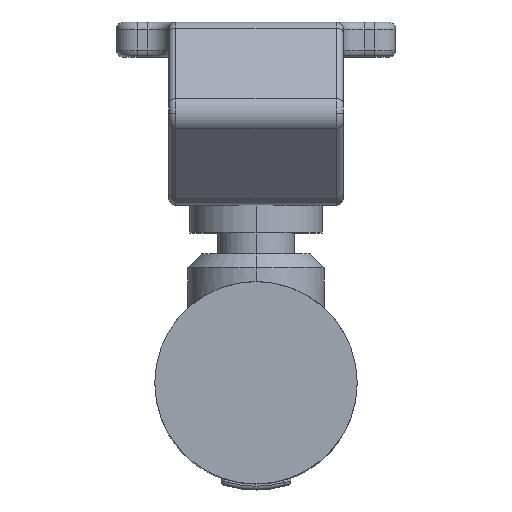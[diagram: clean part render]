
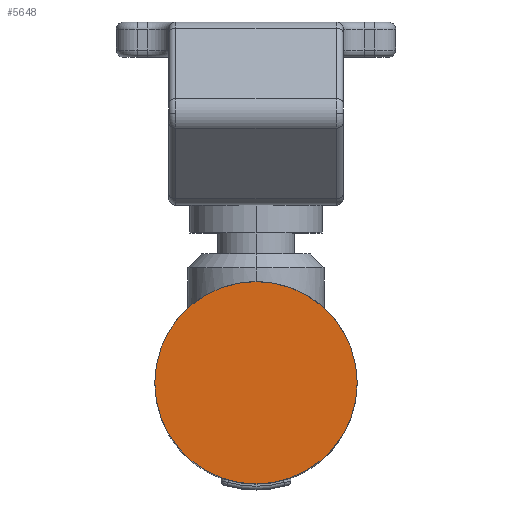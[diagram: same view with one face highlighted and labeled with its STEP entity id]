
A CAD part, top view. The second image highlights one B-rep face of the part: STEP entity #5648.
In plain terms, the highlighted planar face has unit normal (0, 0, 1).
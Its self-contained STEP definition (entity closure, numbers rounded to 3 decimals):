
#155 = VERTEX_POINT ( 'NONE', #3935 ) ;
#294 = CARTESIAN_POINT ( 'NONE',  ( 0., 0., 60.2 ) ) ;
#1629 = DIRECTION ( 'NONE',  ( 0., 0., 1. ) ) ;
#1951 = AXIS2_PLACEMENT_3D ( 'NONE', #294, #1629, #4613 ) ;
#2110 = PLANE ( 'NONE',  #5110 ) ;
#2627 = DIRECTION ( 'NONE',  ( 1., 0., 0. ) ) ;
#2686 = CARTESIAN_POINT ( 'NONE',  ( 0., 0., 60.2 ) ) ;
#3114 = DIRECTION ( 'NONE',  ( 1., 0., 0. ) ) ;
#3157 = EDGE_CURVE ( 'NONE', #155, #5858, #3715, .T. ) ;
#3481 = AXIS2_PLACEMENT_3D ( 'NONE', #5111, #6031, #2627 ) ;
#3715 = CIRCLE ( 'NONE', #1951, 14.5 ) ;
#3935 = CARTESIAN_POINT ( 'NONE',  ( -14.5, 0., 60.2 ) ) ;
#3953 = ORIENTED_EDGE ( 'NONE', *, *, #3157, .T. ) ;
#4448 = CIRCLE ( 'NONE', #3481, 14.5 ) ;
#4563 = EDGE_LOOP ( 'NONE', ( #3953, #5925 ) ) ;
#4613 = DIRECTION ( 'NONE',  ( 1., 0., 0. ) ) ;
#4834 = CARTESIAN_POINT ( 'NONE',  ( 14.5, 0., 60.2 ) ) ;
#5110 = AXIS2_PLACEMENT_3D ( 'NONE', #2686, #5567, #3114 ) ;
#5111 = CARTESIAN_POINT ( 'NONE',  ( 0., 0., 60.2 ) ) ;
#5567 = DIRECTION ( 'NONE',  ( 0., 0., 1. ) ) ;
#5648 = ADVANCED_FACE ( 'NONE', ( #6097 ), #2110, .T. ) ;
#5679 = EDGE_CURVE ( 'NONE', #5858, #155, #4448, .T. ) ;
#5858 = VERTEX_POINT ( 'NONE', #4834 ) ;
#5925 = ORIENTED_EDGE ( 'NONE', *, *, #5679, .T. ) ;
#6031 = DIRECTION ( 'NONE',  ( 0., 0., 1. ) ) ;
#6097 = FACE_OUTER_BOUND ( 'NONE', #4563, .T. ) ;
